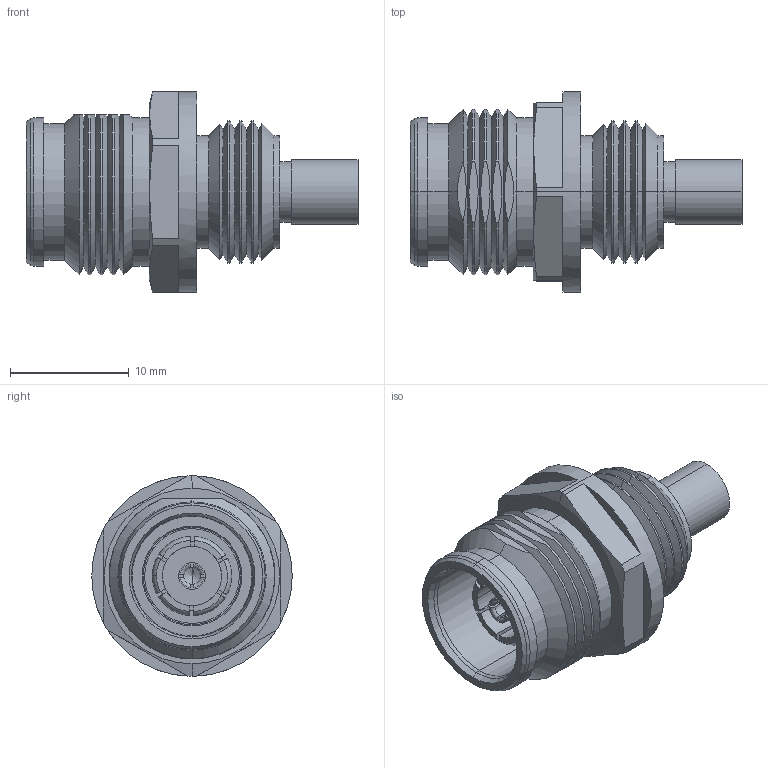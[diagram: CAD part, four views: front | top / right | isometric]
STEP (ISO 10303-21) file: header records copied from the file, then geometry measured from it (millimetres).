
FILE_DESCRIPTION (( 'STEP AP214' ), '1' );
FILE_NAME ('TC-402-225F-LP-MA1-FM.STEP', '2021-03-16T21:46:10', ( '' ), ( '' ), 'SwSTEP 2.0', 'SolidWorks 2020', '' );
FILE_SCHEMA (( 'AUTOMOTIVE_DESIGN' ));
Length unit declared in the file: inch
Products named in the file (1): TC-402-225F-LP-MA1-FM
Bounding box: 28 x 16.9 x 16.9 mm (x, y, z)
Volume: 2207.8 mm3; surface area: 2348.7 mm2
Topology: 1 solids, 1 shells, 201 faces, 498 edges, 310 vertices
Faces by surface type: plane 71, cone 63, cylinder 52, torus 15
Entity records: 6440 total; most frequent: CARTESIAN_POINT 1586, DIRECTION 1054, ORIENTED_EDGE 992, EDGE_CURVE 496, AXIS2_PLACEMENT_3D 422, VERTEX_POINT 310, CIRCLE 220, EDGE_LOOP 214
